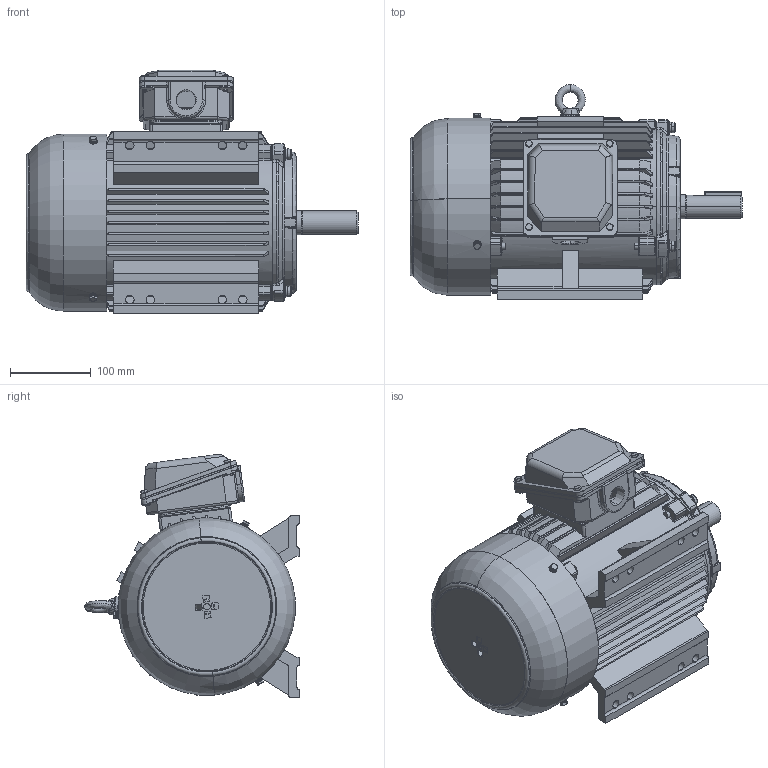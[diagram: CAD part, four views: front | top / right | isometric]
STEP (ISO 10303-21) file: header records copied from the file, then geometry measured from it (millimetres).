
FILE_DESCRIPTION (( 'STEP AP214' ), '1' );
FILE_NAME ('MTCP184T.STEP', '2018-03-07T15:47:45', ( '' ), ( '' ), 'SwSTEP 2.0', 'SolidWorks 2017', '' );
FILE_SCHEMA (( 'AUTOMOTIVE_DESIGN' ));
Length unit declared in the file: millimetre
Products named in the file (22): hex lobular socket head cap screws-4.8 gb_GB_HEXAGON_TYPE21 M8X45-38-N; PE180粣芛  堤粣傷; eyebolts gb_GB_FASTENER_SCREWS_FRS M8-N; hexagon head bolts-full thread gb_GB_FASTENER_BOLT_STBAB A M5X16-N; PE180 ヶ裔 J; PE180諉盄碟裔菜; MTCP184T; 諉盄碟   蚾饜极 _1_; PE184儂釱樓馱璃; PE180諉盄碟裔; hex head bolts-full thread grade c gb_GB_FASTENER_BOLT_HHBFTC M5X10-N; PE180接线盒座_默认_按加工_; spring lock washers--normal type gb_GB_FASTENER_WASHER_SW 8; plain washers-chamfered--normal series-a gb_GB_FASTENER_WASHER_SWCA 8; 躇猾49-30-5.8; PE180諉盄碟釱菜; PE180瑞欶; spring lock washers--normal type gb_GB_FASTENER_WASHER_SW 5; plain washers-chamfered--normal series-a gb_GB_FASTENER_WASHER_SWCA 5; PE180源瑩; PE180粣芛  瑞珔傷; PE180綴傷裔樓馱璃
Assembly tree (49 placements, depth 3):
  MTCP184T
    諉盄碟   蚾饜极 _1_
      PE180接线盒座_默认_按加工_
      PE180諉盄碟釱菜
      PE180諉盄碟裔菜
      PE180諉盄碟裔
      hexagon head bolts-full thread gb_GB_FASTENER_BOLT_STBAB A M5X16-N  x8
    PE184儂釱樓馱璃
    PE180 ヶ裔 J
    PE180粣芛  堤粣傷
    PE180綴傷裔樓馱璃
    PE180粣芛  瑞珔傷
    hex lobular socket head cap screws-4.8 gb_GB_HEXAGON_TYPE21 M8X45-38-N  x6
    spring lock washers--normal type gb_GB_FASTENER_WASHER_SW 8  x6
    plain washers-chamfered--normal series-a gb_GB_FASTENER_WASHER_SWCA 8  x6
    PE180瑞欶
    hex head bolts-full thread grade c gb_GB_FASTENER_BOLT_HHBFTC M5X10-N  x3
    spring lock washers--normal type gb_GB_FASTENER_WASHER_SW 5  x3
    plain washers-chamfered--normal series-a gb_GB_FASTENER_WASHER_SWCA 5  x3
    PE180源瑩
    eyebolts gb_GB_FASTENER_SCREWS_FRS M8-N
    躇猾49-30-5.8
Bounding box: 410.59 x 265.4 x 300.91 mm (x, y, z)
Volume: 2705385.5 mm3; surface area: 1021443.1 mm2
Topology: 48 solids, 48 shells, 2786 faces, 6887 edges, 4179 vertices
Faces by surface type: cylinder 1008, plane 734, torus 347, bspline 321, cone 293, sphere 83
Entity records: 97821 total; most frequent: CARTESIAN_POINT 42944, ORIENTED_EDGE 11708, DIRECTION 11010, EDGE_CURVE 5854, AXIS2_PLACEMENT_3D 4485, VERTEX_POINT 3581, EDGE_LOOP 2547, CIRCLE 2371
